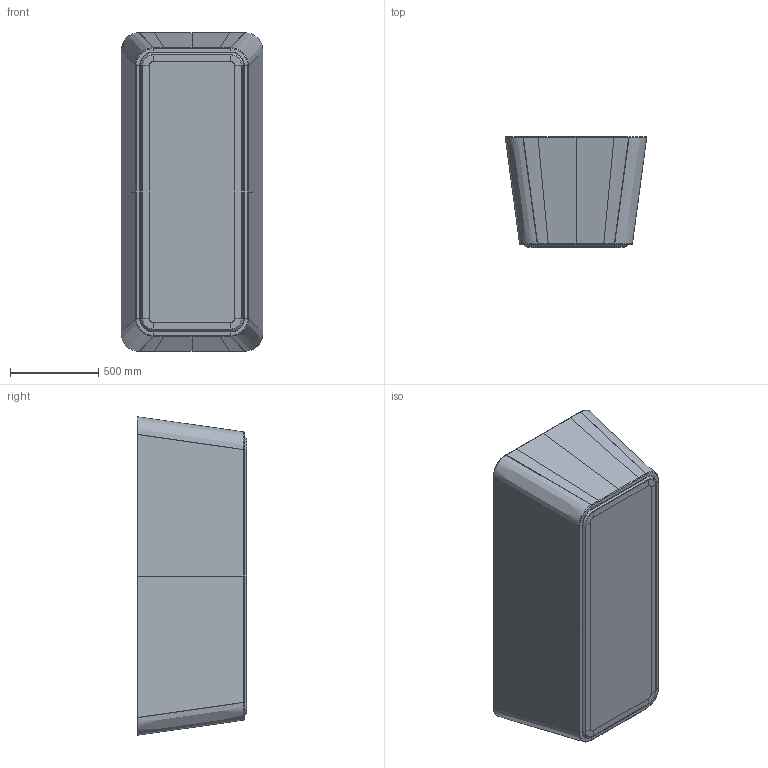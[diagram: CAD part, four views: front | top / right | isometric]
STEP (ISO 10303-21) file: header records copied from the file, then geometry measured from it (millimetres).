
FILE_DESCRIPTION((''),'2;1');
FILE_NAME('EDGE12_FREEST_ASSEMBLY__ASM','2015-06-08T',('grootj'),('Villeroy & Boch Wellness bv'),'CREO PARAMETRIC BY PTC INC, 2014500','CREO PARAMETRIC BY PTC INC, 2014500','');
FILE_SCHEMA(('CONFIG_CONTROL_DESIGN'));
Products named in the file (4): 3816_DP03_DRUKKNOP_SHOWFACE; EDGE_WASTE_COVER; EDGE12EXCELLENCE10032015; EDGE12_FREEST_ASSEMBLY__ASM
Assembly tree (3 placements, depth 2):
  EDGE12_FREEST_ASSEMBLY__ASM
    3816_DP03_DRUKKNOP_SHOWFACE
    EDGE_WASTE_COVER
    EDGE12EXCELLENCE10032015
Bounding box: 799.3 x 620.46 x 1799.31 mm (x, y, z)
Volume: 42304.7 mm3; surface area: 6606675.7 mm2
Topology: 2 solids, 3 shells, 711 faces, 1668 edges, 944 vertices
Faces by surface type: bspline 338, cylinder 163, plane 96, torus 46, sphere 44, cone 22, extrusion 2
Entity records: 42016 total; most frequent: CARTESIAN_POINT 28389, ORIENTED_EDGE 3264, DIRECTION 2097, EDGE_CURVE 1641, VERTEX_POINT 933, AXIS2_PLACEMENT_3D 836, B_SPLINE_CURVE_WITH_KNOTS 775, EDGE_LOOP 714
